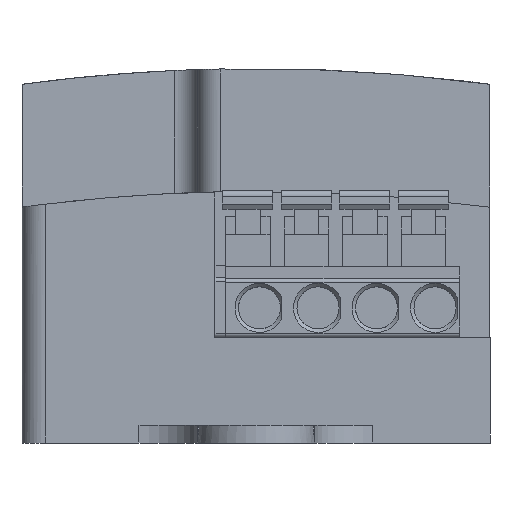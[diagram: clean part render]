
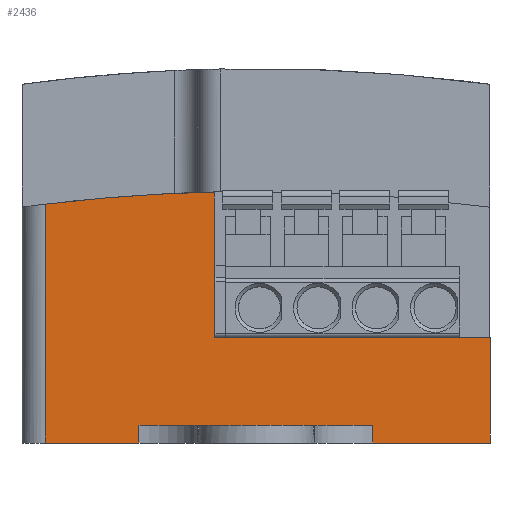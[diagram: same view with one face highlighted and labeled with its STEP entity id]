
A CAD part, left-side view. The second image highlights one B-rep face of the part: STEP entity #2436.
In plain terms, the highlighted planar face has unit normal (-1, 0, 0).
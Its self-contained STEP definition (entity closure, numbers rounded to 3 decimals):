
#2308=CIRCLE('',#8592,150.);
#2436=ADVANCED_FACE('',(#3072),#2780,.T.);
#2780=PLANE('',#8641);
#3072=FACE_OUTER_BOUND('',#3403,.T.);
#3403=EDGE_LOOP('',(#3937,#3938,#3939,#3940,#3941,#3942,#3943,#3944,#3945,
#3946));
#3937=ORIENTED_EDGE('',*,*,#6273,.T.);
#3938=ORIENTED_EDGE('',*,*,#6262,.T.);
#3939=ORIENTED_EDGE('',*,*,#6186,.T.);
#3940=ORIENTED_EDGE('',*,*,#6267,.T.);
#3941=ORIENTED_EDGE('',*,*,#6150,.T.);
#3942=ORIENTED_EDGE('',*,*,#6185,.F.);
#3943=ORIENTED_EDGE('',*,*,#6274,.T.);
#3944=ORIENTED_EDGE('',*,*,#6251,.T.);
#3945=ORIENTED_EDGE('',*,*,#6275,.T.);
#3946=ORIENTED_EDGE('',*,*,#6162,.T.);
#5556=VERTEX_POINT('',#10746);
#5557=VERTEX_POINT('',#10747);
#5568=VERTEX_POINT('',#10770);
#5569=VERTEX_POINT('',#10772);
#5588=VERTEX_POINT('',#10978);
#5589=VERTEX_POINT('',#10982);
#5590=VERTEX_POINT('',#10983);
#5639=VERTEX_POINT('',#11114);
#5640=VERTEX_POINT('',#11115);
#5643=VERTEX_POINT('',#11129);
#6150=EDGE_CURVE('',#5556,#5557,#7045,.T.);
#6162=EDGE_CURVE('',#5569,#5568,#7054,.T.);
#6185=EDGE_CURVE('',#5588,#5557,#2308,.T.);
#6186=EDGE_CURVE('',#5589,#5590,#7064,.T.);
#6251=EDGE_CURVE('',#5639,#5640,#7117,.T.);
#6262=EDGE_CURVE('',#5643,#5589,#7119,.T.);
#6267=EDGE_CURVE('',#5590,#5556,#7120,.T.);
#6273=EDGE_CURVE('',#5568,#5643,#7125,.T.);
#6274=EDGE_CURVE('',#5588,#5639,#7126,.T.);
#6275=EDGE_CURVE('',#5640,#5569,#7127,.T.);
#7045=LINE('',#10745,#7809);
#7054=LINE('',#10771,#7818);
#7064=LINE('',#10981,#7828);
#7117=LINE('',#11113,#7881);
#7119=LINE('',#11128,#7883);
#7120=LINE('',#11135,#7884);
#7125=LINE('',#11146,#7889);
#7126=LINE('',#11147,#7890);
#7127=LINE('',#11148,#7891);
#7809=VECTOR('',#9044,1.);
#7818=VECTOR('',#9061,1.);
#7828=VECTOR('',#9103,1.);
#7881=VECTOR('',#9214,1.);
#7883=VECTOR('',#9234,1.);
#7884=VECTOR('',#9245,1.);
#7889=VECTOR('',#9258,1.);
#7890=VECTOR('',#9259,1.);
#7891=VECTOR('',#9260,1.);
#8592=AXIS2_PLACEMENT_3D('',#10979,#9099,#9100);
#8641=AXIS2_PLACEMENT_3D('',#11149,#9261,#9262);
#9044=DIRECTION('',(0.,0.,1.));
#9061=DIRECTION('',(0.,-1.,0.));
#9099=DIRECTION('',(1.,0.,0.));
#9100=DIRECTION('',(0.,0.,1.));
#9103=DIRECTION('',(0.,0.,1.));
#9214=DIRECTION('',(0.,-1.,0.));
#9234=DIRECTION('',(0.,-1.,0.));
#9245=DIRECTION('',(0.,1.,0.));
#9258=DIRECTION('',(0.,0.,-1.));
#9259=DIRECTION('',(0.,0.,-1.));
#9260=DIRECTION('',(0.,0.,1.));
#9261=DIRECTION('',(-1.,0.,0.));
#9262=DIRECTION('',(0.,0.,1.));
#10745=CARTESIAN_POINT('',(-1.5,22.079,0.));
#10746=CARTESIAN_POINT('',(-1.5,22.079,9.));
#10747=CARTESIAN_POINT('',(-1.5,22.079,21.457));
#10770=CARTESIAN_POINT('',(-1.5,8.5,1.5));
#10771=CARTESIAN_POINT('',(-1.5,18.5,1.5));
#10772=CARTESIAN_POINT('',(-1.5,28.5,1.5));
#10978=CARTESIAN_POINT('',(-1.5,36.5,20.416));
#10979=CARTESIAN_POINT('',(-1.5,18.5,-128.5));
#10981=CARTESIAN_POINT('',(-1.5,-1.5,0.));
#10982=CARTESIAN_POINT('',(-1.5,-1.5,0.));
#10983=CARTESIAN_POINT('',(-1.5,-1.5,9.));
#11113=CARTESIAN_POINT('',(-1.5,18.5,0.));
#11114=CARTESIAN_POINT('',(-1.5,36.5,0.));
#11115=CARTESIAN_POINT('',(-1.5,28.5,0.));
#11128=CARTESIAN_POINT('',(-1.5,18.5,0.));
#11129=CARTESIAN_POINT('',(-1.5,8.5,0.));
#11135=CARTESIAN_POINT('',(-1.5,18.5,9.));
#11146=CARTESIAN_POINT('',(-1.5,8.5,0.));
#11147=CARTESIAN_POINT('',(-1.5,36.5,0.));
#11148=CARTESIAN_POINT('',(-1.5,28.5,0.));
#11149=CARTESIAN_POINT('',(-1.5,18.5,0.));
